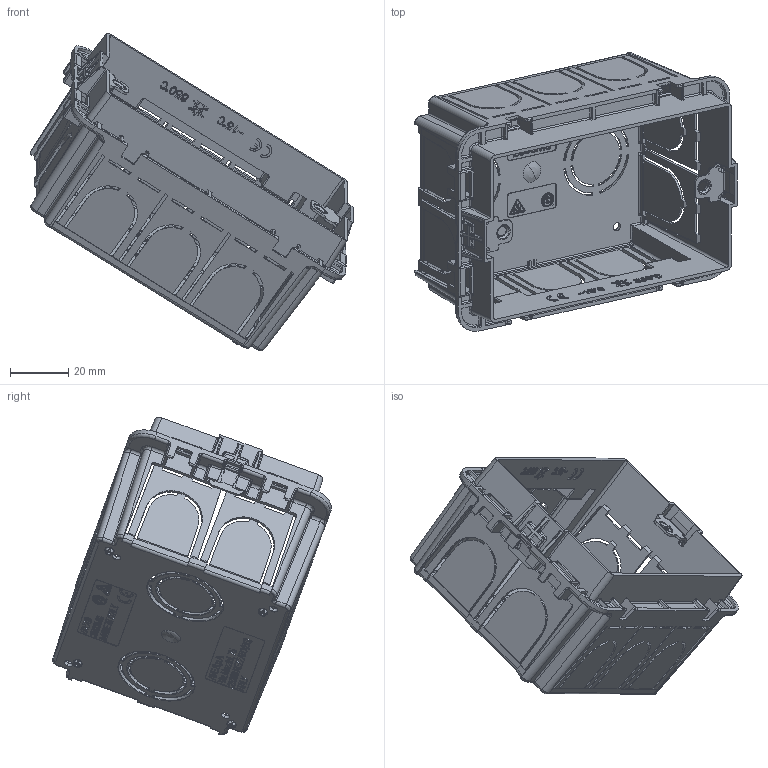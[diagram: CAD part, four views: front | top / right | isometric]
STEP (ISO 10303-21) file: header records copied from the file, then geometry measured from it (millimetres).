
FILE_DESCRIPTION(('CATIA V5 STEP Exchange'),'2;1');
FILE_NAME('2503MG.stp','2024-12-06T12:52:25+00:00',('none'),('none'),'CATIA Version 5-6 Release 2016 SP6','CATIA V5 STEP AP203','none');
FILE_SCHEMA(('CONFIG_CONTROL_DESIGN'));
Products named in the file (1): STP
Assembly tree (3 placements, depth 2):
  STP
    #57
    #149820  x2
Bounding box: 111.29 x 96.19 x 109.5 mm (x, y, z)
Volume: 30362.9 mm3; surface area: 54268.7 mm2
Topology: 3 solids, 3 shells, 4491 faces, 12415 edges, 7800 vertices
Faces by surface type: plane 2560, cylinder 1165, bspline 364, sphere 156, extrusion 114, cone 92, torus 40
Entity records: 155663 total; most frequent: CARTESIAN_POINT 57278, ORIENTED_EDGE 23600, DIRECTION 14788, EDGE_CURVE 11800, VECTOR 7826, LINE 7722, VERTEX_POINT 7525, EDGE_LOOP 4561
